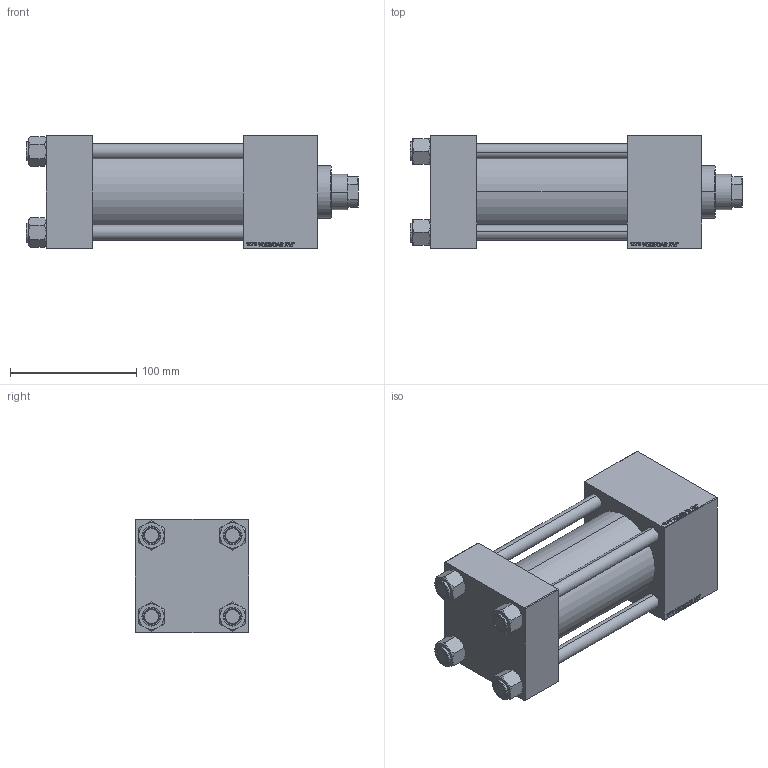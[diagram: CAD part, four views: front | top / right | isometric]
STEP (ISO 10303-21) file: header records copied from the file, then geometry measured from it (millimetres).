
FILE_DESCRIPTION (( 'STEP AP203' ), '1' );
FILE_NAME ('b2c5.STEP', '2023-08-23T05:53:12', ( '' ), ( '' ), 'SwSTEP 2.0', 'SolidWorks 2019', '' );
FILE_SCHEMA (( 'CONFIG_CONTROL_DESIGN' ));
Length unit declared in the file: millimetre
Products named in the file (6): V215CR_C_TYCINKA 1eb31ad58006a4f02298b8ccaea17908; V215CR_VCP_C 1eb31ad58006a4f02298b8ccaea17908; b2c5; V215_VC_A 1eb31ad58006a4f02298b8ccaea17908; V215CR_C_Body 1eb31ad58006a4f02298b8ccaea17908; NUT_M5_C 1eb31ad58006a4f02298b8ccaea17908
Assembly tree (11 placements, depth 2):
  b2c5
    V215CR_C_Body 1eb31ad58006a4f02298b8ccaea17908
    V215CR_VCP_C 1eb31ad58006a4f02298b8ccaea17908
    NUT_M5_C 1eb31ad58006a4f02298b8ccaea17908  x4
    V215CR_C_TYCINKA 1eb31ad58006a4f02298b8ccaea17908  x4
    V215_VC_A 1eb31ad58006a4f02298b8ccaea17908
Bounding box: 263 x 90 x 90 mm (x, y, z)
Volume: 1048173.2 mm3; surface area: 218340.9 mm2
Topology: 11 solids, 11 shells, 1149 faces, 2878 edges, 1867 vertices
Faces by surface type: plane 526, bspline 392, cone 136, cylinder 87, torus 8
Entity records: 50249 total; most frequent: CARTESIAN_POINT 27116, ORIENTED_EDGE 5248, DIRECTION 3308, EDGE_CURVE 2624, VERTEX_POINT 1723, VECTOR 1592, LINE 1592, EDGE_LOOP 1157
